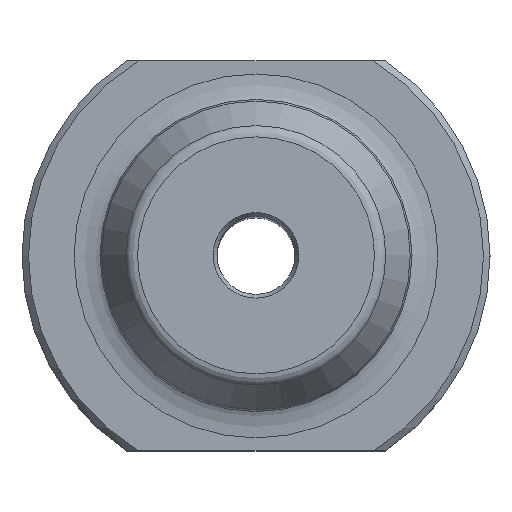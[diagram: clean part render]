
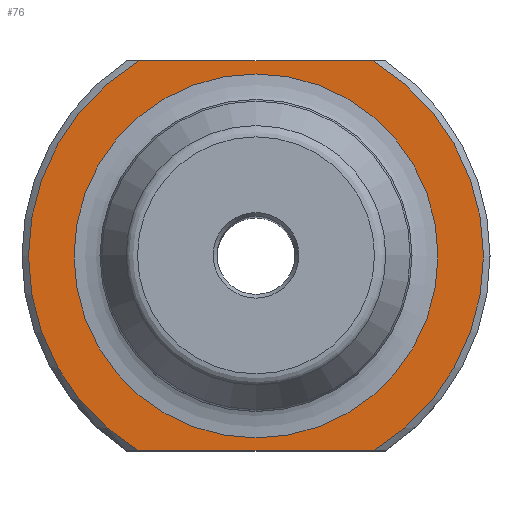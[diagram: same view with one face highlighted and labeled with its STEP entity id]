
A CAD part, top view. The second image highlights one B-rep face of the part: STEP entity #76.
In plain terms, the highlighted planar face has unit normal (0, 0, 1).
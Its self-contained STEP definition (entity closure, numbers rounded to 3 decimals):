
#76=ADVANCED_FACE('',(#138,#139),#113,.F.);
#113=PLANE('',#523);
#122=LINE('',#761,#130);
#123=LINE('',#766,#131);
#130=VECTOR('',#603,1.);
#131=VECTOR('',#606,1.);
#138=FACE_BOUND('',#196,.T.);
#139=FACE_BOUND('',#197,.T.);
#196=EDGE_LOOP('',(#262));
#197=EDGE_LOOP('',(#263,#264,#265,#266));
#262=ORIENTED_EDGE('',*,*,#410,.T.);
#263=ORIENTED_EDGE('',*,*,#411,.F.);
#264=ORIENTED_EDGE('',*,*,#412,.T.);
#265=ORIENTED_EDGE('',*,*,#413,.T.);
#266=ORIENTED_EDGE('',*,*,#414,.T.);
#366=VERTEX_POINT('',#760);
#367=VERTEX_POINT('',#762);
#368=VERTEX_POINT('',#763);
#369=VERTEX_POINT('',#765);
#370=VERTEX_POINT('',#767);
#410=EDGE_CURVE('',#366,#366,#462,.T.);
#411=EDGE_CURVE('',#367,#368,#122,.T.);
#412=EDGE_CURVE('',#367,#369,#463,.T.);
#413=EDGE_CURVE('',#369,#370,#123,.T.);
#414=EDGE_CURVE('',#370,#368,#464,.T.);
#462=CIRCLE('',#520,14.);
#463=CIRCLE('',#521,17.5);
#464=CIRCLE('',#522,17.5);
#520=AXIS2_PLACEMENT_3D('',#759,#601,#602);
#521=AXIS2_PLACEMENT_3D('',#764,#604,#605);
#522=AXIS2_PLACEMENT_3D('',#768,#607,#608);
#523=AXIS2_PLACEMENT_3D('',#769,#609,#610);
#601=DIRECTION('',(0.,0.,-1.));
#602=DIRECTION('',(0.,1.,0.));
#603=DIRECTION('',(1.,0.,0.));
#604=DIRECTION('',(0.,0.,1.));
#605=DIRECTION('',(0.,1.,0.));
#606=DIRECTION('',(1.,0.,0.));
#607=DIRECTION('',(0.,0.,1.));
#608=DIRECTION('',(0.,1.,0.));
#609=DIRECTION('',(0.,0.,-1.));
#610=DIRECTION('',(0.,1.,0.));
#759=CARTESIAN_POINT('',(0.,0.,5.));
#760=CARTESIAN_POINT('',(0.,14.,5.));
#761=CARTESIAN_POINT('',(-19.8,15.,5.));
#762=CARTESIAN_POINT('',(-9.014,15.,5.));
#763=CARTESIAN_POINT('',(9.014,15.,5.));
#764=CARTESIAN_POINT('',(0.,0.,5.));
#765=CARTESIAN_POINT('',(-9.014,-15.,5.));
#766=CARTESIAN_POINT('',(-19.8,-15.,5.));
#767=CARTESIAN_POINT('',(9.014,-15.,5.));
#768=CARTESIAN_POINT('',(0.,0.,5.));
#769=CARTESIAN_POINT('',(0.,9.,5.));
